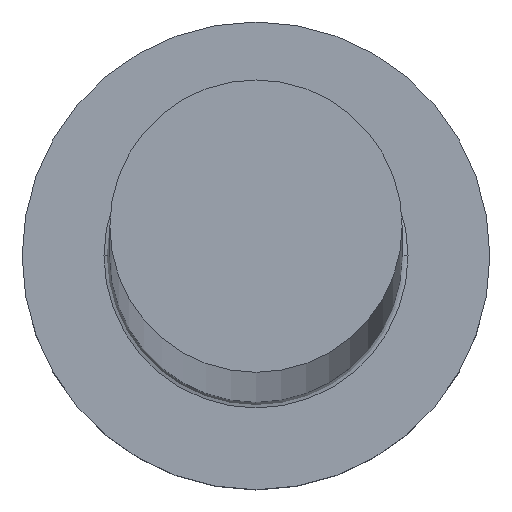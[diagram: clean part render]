
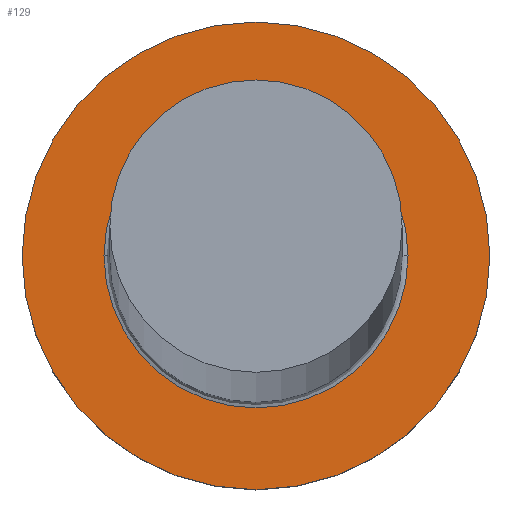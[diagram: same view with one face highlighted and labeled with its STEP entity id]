
A CAD part, top view. The second image highlights one B-rep face of the part: STEP entity #129.
In plain terms, the highlighted planar face has unit normal (0, 0, 1).
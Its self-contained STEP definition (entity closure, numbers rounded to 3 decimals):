
#1 = VERTEX_POINT ( 'NONE', #159 ) ;
#7 = EDGE_CURVE ( 'NONE', #1, #121, #194, .T. ) ;
#19 = CARTESIAN_POINT ( 'NONE',  ( 0., 0., 5. ) ) ;
#23 = DIRECTION ( 'NONE',  ( 0., 0., -1. ) ) ;
#42 = DIRECTION ( 'NONE',  ( 0., 0., 1. ) ) ;
#47 = CARTESIAN_POINT ( 'NONE',  ( 0., 0., 5. ) ) ;
#51 = CARTESIAN_POINT ( 'NONE',  ( 0., 0., 5. ) ) ;
#55 = CARTESIAN_POINT ( 'NONE',  ( 0., 0., 5. ) ) ;
#64 = EDGE_CURVE ( 'NONE', #121, #1, #192, .T. ) ;
#82 = FACE_OUTER_BOUND ( 'NONE', #270, .T. ) ;
#88 = ORIENTED_EDGE ( 'NONE', *, *, #99, .T. ) ;
#99 = EDGE_CURVE ( 'NONE', #198, #177, #289, .T. ) ;
#102 = CARTESIAN_POINT ( 'NONE',  ( 8., 0., 5. ) ) ;
#112 = EDGE_LOOP ( 'NONE', ( #275, #88 ) ) ;
#114 = ORIENTED_EDGE ( 'NONE', *, *, #64, .T. ) ;
#121 = VERTEX_POINT ( 'NONE', #102 ) ;
#129 = ADVANCED_FACE ( 'NONE', ( #299, #82 ), #150, .T. ) ;
#141 = AXIS2_PLACEMENT_3D ( 'NONE', #51, #280, #303 ) ;
#147 = DIRECTION ( 'NONE',  ( 0., 0., 1. ) ) ;
#150 = PLANE ( 'NONE',  #163 ) ;
#159 = CARTESIAN_POINT ( 'NONE',  ( -8., 0., 5. ) ) ;
#163 = AXIS2_PLACEMENT_3D ( 'NONE', #55, #147, #257 ) ;
#166 = CARTESIAN_POINT ( 'NONE',  ( -5.2, 0., 5. ) ) ;
#168 = AXIS2_PLACEMENT_3D ( 'NONE', #47, #42, #187 ) ;
#177 = VERTEX_POINT ( 'NONE', #281 ) ;
#187 = DIRECTION ( 'NONE',  ( 1., 0., 0. ) ) ;
#189 = EDGE_CURVE ( 'NONE', #177, #198, #235, .T. ) ;
#191 = CARTESIAN_POINT ( 'NONE',  ( 0., 0., 5. ) ) ;
#192 = CIRCLE ( 'NONE', #168, 8. ) ;
#194 = CIRCLE ( 'NONE', #243, 8. ) ;
#198 = VERTEX_POINT ( 'NONE', #166 ) ;
#208 = AXIS2_PLACEMENT_3D ( 'NONE', #191, #23, #213 ) ;
#213 = DIRECTION ( 'NONE',  ( 1., 0., 0. ) ) ;
#225 = DIRECTION ( 'NONE',  ( 0., 0., 1. ) ) ;
#228 = ORIENTED_EDGE ( 'NONE', *, *, #7, .T. ) ;
#235 = CIRCLE ( 'NONE', #208, 5.2 ) ;
#243 = AXIS2_PLACEMENT_3D ( 'NONE', #19, #225, #298 ) ;
#257 = DIRECTION ( 'NONE',  ( 1., 0., 0. ) ) ;
#270 = EDGE_LOOP ( 'NONE', ( #228, #114 ) ) ;
#275 = ORIENTED_EDGE ( 'NONE', *, *, #189, .T. ) ;
#280 = DIRECTION ( 'NONE',  ( 0., 0., -1. ) ) ;
#281 = CARTESIAN_POINT ( 'NONE',  ( 5.2, 0., 5. ) ) ;
#289 = CIRCLE ( 'NONE', #141, 5.2 ) ;
#298 = DIRECTION ( 'NONE',  ( 1., 0., 0. ) ) ;
#299 = FACE_BOUND ( 'NONE', #112, .T. ) ;
#303 = DIRECTION ( 'NONE',  ( 1., 0., 0. ) ) ;
